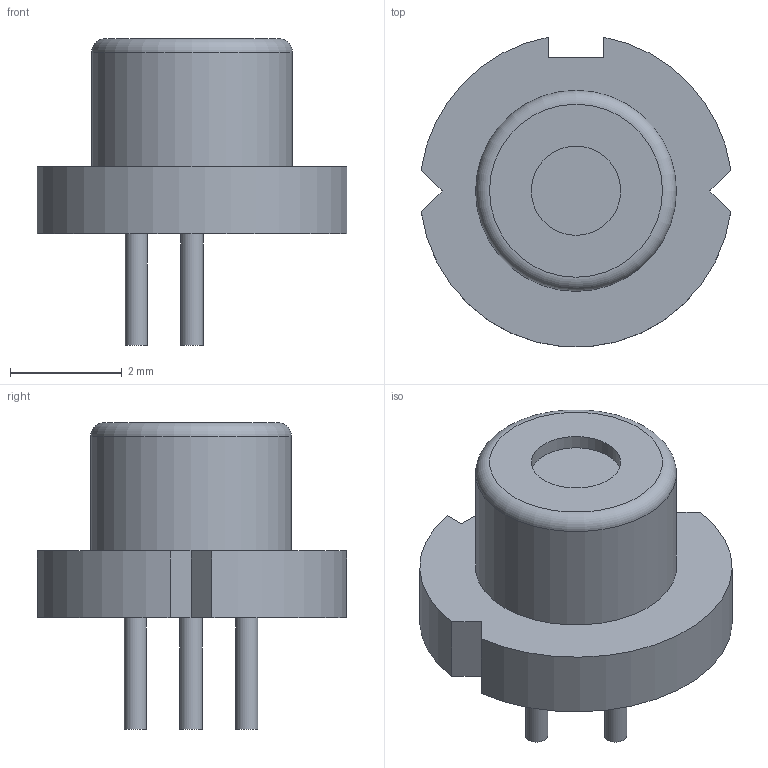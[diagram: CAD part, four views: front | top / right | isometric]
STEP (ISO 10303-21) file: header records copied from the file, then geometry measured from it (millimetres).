
FILE_DESCRIPTION(/* description */ ('Alibre Inc.'),/* implementation_level */ '2;1');
FILE_NAME(/* name */ 'export0',/* time_stamp */ '2015-07-05T23:10:58+12:00',/* author */ (''),/* organization */ (''),/* preprocessor_version */ 'ST-DEVELOPER v14',/* originating_system */ 'Alibre',/* authorisation */ '');
FILE_SCHEMA (('CONFIG_CONTROL_DESIGN'));
Length unit declared in the file: centimetre
Products named in the file (1): ID_1
Bounding box: 5.55 x 5.54 x 5.5 mm (x, y, z)
Volume: 52 mm3; surface area: 106.2 mm2
Topology: 1 solids, 1 shells, 27 faces, 54 edges, 36 vertices
Faces by surface type: plane 16, cylinder 10, torus 1
Full cylindrical faces by diameter (mm): 0.4 x3, 0.9 x2, 1.6 x1, 3.6 x1
Entity records: 698 total; most frequent: CARTESIAN_POINT 101, DIRECTION 91, ORIENTED_EDGE 90, EDGE_CURVE 45, EDGE_LOOP 42, FACE_BOUND 42, AXIS2_PLACEMENT_3D 42, VERTEX_POINT 35
